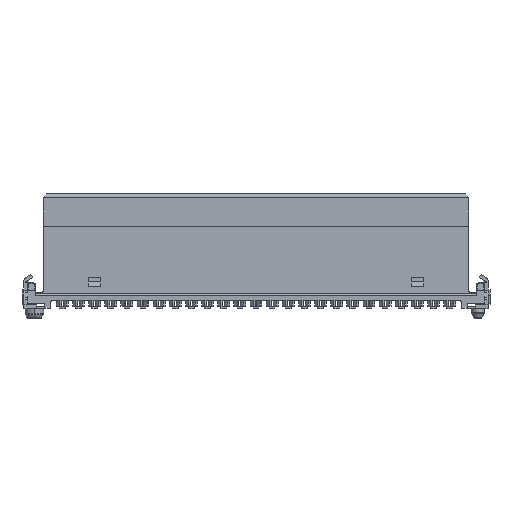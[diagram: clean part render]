
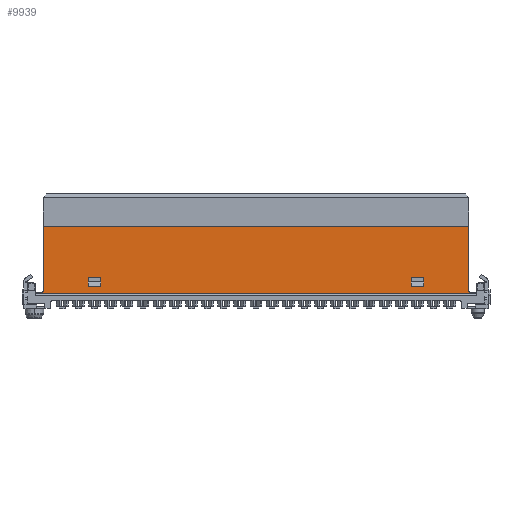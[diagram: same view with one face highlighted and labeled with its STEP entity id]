
A CAD part, front view. The second image highlights one B-rep face of the part: STEP entity #9939.
In plain terms, the highlighted planar face has unit normal (0, -1, 0).
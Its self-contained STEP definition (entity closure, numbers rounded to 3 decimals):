
#9765=CARTESIAN_POINT('',(16.75,-1.525,6.475));
#9766=VERTEX_POINT('',#9765);
#9773=CARTESIAN_POINT('',(16.75,-1.525,1.4));
#9774=VERTEX_POINT('',#9773);
#9775=CARTESIAN_POINT('',(16.75,-1.525,6.475));
#9776=DIRECTION('',(0.0,0.0,-1.0));
#9777=VECTOR('',#9776,5.075);
#9778=LINE('',#9775,#9777);
#9779=EDGE_CURVE('',#9766,#9774,#9778,.T.);
#9791=CARTESIAN_POINT('',(19.101,-1.525,0.963));
#9792=DIRECTION('',(0.0,1.0,0.0));
#9793=DIRECTION('',(-1.0,0.0,0.0));
#9794=AXIS2_PLACEMENT_3D('',#9791,#9792,#9793);
#9795=PLANE('',#9794);
#9796=CARTESIAN_POINT('',(-16.75,-1.525,6.475));
#9797=VERTEX_POINT('',#9796);
#9798=CARTESIAN_POINT('',(16.75,-1.525,6.475));
#9799=DIRECTION('',(-1.0,0.0,0.0));
#9800=VECTOR('',#9799,33.5);
#9801=LINE('',#9798,#9800);
#9802=EDGE_CURVE('',#9766,#9797,#9801,.T.);
#9803=ORIENTED_EDGE('',*,*,#9802,.T.);
#9804=CARTESIAN_POINT('',(-16.75,-1.525,1.4));
#9805=VERTEX_POINT('',#9804);
#9806=CARTESIAN_POINT('',(-16.75,-1.525,6.475));
#9807=DIRECTION('',(0.0,0.0,-1.0));
#9808=VECTOR('',#9807,5.075);
#9809=LINE('',#9806,#9808);
#9810=EDGE_CURVE('',#9797,#9805,#9809,.T.);
#9811=ORIENTED_EDGE('',*,*,#9810,.T.);
#9812=CARTESIAN_POINT('',(-16.9,-1.525,1.25));
#9813=VERTEX_POINT('',#9812);
#9814=CARTESIAN_POINT('',(-16.9,-1.525,1.4));
#9815=DIRECTION('',(0.0,1.0,0.0));
#9816=DIRECTION('',(-1.0,0.0,0.0));
#9817=AXIS2_PLACEMENT_3D('',#9814,#9815,#9816);
#9818=CIRCLE('',#9817,0.15);
#9819=EDGE_CURVE('',#9805,#9813,#9818,.T.);
#9820=ORIENTED_EDGE('',*,*,#9819,.T.);
#9821=CARTESIAN_POINT('',(-17.365,-1.525,1.25));
#9822=VERTEX_POINT('',#9821);
#9823=CARTESIAN_POINT('',(-17.365,-1.525,1.25));
#9824=DIRECTION('',(1.0,0.0,0.0));
#9825=VECTOR('',#9824,0.465);
#9826=LINE('',#9823,#9825);
#9827=EDGE_CURVE('',#9822,#9813,#9826,.T.);
#9828=ORIENTED_EDGE('',*,*,#9827,.F.);
#9829=CARTESIAN_POINT('',(-17.365,-1.525,1.2));
#9830=VERTEX_POINT('',#9829);
#9831=CARTESIAN_POINT('',(-17.365,-1.525,1.2));
#9832=DIRECTION('',(0.0,0.0,1.0));
#9833=VECTOR('',#9832,0.05);
#9834=LINE('',#9831,#9833);
#9835=EDGE_CURVE('',#9830,#9822,#9834,.T.);
#9836=ORIENTED_EDGE('',*,*,#9835,.F.);
#9837=CARTESIAN_POINT('',(17.365,-1.525,1.2));
#9838=VERTEX_POINT('',#9837);
#9839=CARTESIAN_POINT('',(-17.365,-1.525,1.2));
#9840=DIRECTION('',(1.0,0.0,0.0));
#9841=VECTOR('',#9840,34.73);
#9842=LINE('',#9839,#9841);
#9843=EDGE_CURVE('',#9830,#9838,#9842,.T.);
#9844=ORIENTED_EDGE('',*,*,#9843,.T.);
#9845=CARTESIAN_POINT('',(17.365,-1.525,1.25));
#9846=VERTEX_POINT('',#9845);
#9847=CARTESIAN_POINT('',(17.365,-1.525,1.25));
#9848=DIRECTION('',(0.0,0.0,-1.0));
#9849=VECTOR('',#9848,0.05);
#9850=LINE('',#9847,#9849);
#9851=EDGE_CURVE('',#9846,#9838,#9850,.T.);
#9852=ORIENTED_EDGE('',*,*,#9851,.F.);
#9853=CARTESIAN_POINT('',(16.9,-1.525,1.25));
#9854=VERTEX_POINT('',#9853);
#9855=CARTESIAN_POINT('',(16.9,-1.525,1.25));
#9856=DIRECTION('',(1.0,0.0,0.0));
#9857=VECTOR('',#9856,0.465);
#9858=LINE('',#9855,#9857);
#9859=EDGE_CURVE('',#9854,#9846,#9858,.T.);
#9860=ORIENTED_EDGE('',*,*,#9859,.F.);
#9861=CARTESIAN_POINT('',(16.9,-1.525,1.4));
#9862=DIRECTION('',(0.0,1.0,0.0));
#9863=DIRECTION('',(-1.0,0.0,0.0));
#9864=AXIS2_PLACEMENT_3D('',#9861,#9862,#9863);
#9865=CIRCLE('',#9864,0.15);
#9866=EDGE_CURVE('',#9854,#9774,#9865,.T.);
#9867=ORIENTED_EDGE('',*,*,#9866,.T.);
#9868=ORIENTED_EDGE('',*,*,#9779,.F.);
#9869=EDGE_LOOP('',(#9803,#9811,#9820,#9828,#9836,#9844,#9852,#9860,#9867,#9868));
#9870=FACE_OUTER_BOUND('',#9869,.T.);
#9871=CARTESIAN_POINT('',(13.2,-1.525,2.45));
#9872=VERTEX_POINT('',#9871);
#9873=CARTESIAN_POINT('',(12.2,-1.525,2.45));
#9874=VERTEX_POINT('',#9873);
#9875=CARTESIAN_POINT('',(13.2,-1.525,2.45));
#9876=DIRECTION('',(-1.0,0.0,0.0));
#9877=VECTOR('',#9876,1.0);
#9878=LINE('',#9875,#9877);
#9879=EDGE_CURVE('',#9872,#9874,#9878,.T.);
#9880=ORIENTED_EDGE('',*,*,#9879,.F.);
#9881=CARTESIAN_POINT('',(13.2,-1.525,1.76));
#9882=VERTEX_POINT('',#9881);
#9883=CARTESIAN_POINT('',(13.2,-1.525,2.45));
#9884=DIRECTION('',(0.0,0.0,-1.0));
#9885=VECTOR('',#9884,0.69);
#9886=LINE('',#9883,#9885);
#9887=EDGE_CURVE('',#9872,#9882,#9886,.T.);
#9888=ORIENTED_EDGE('',*,*,#9887,.T.);
#9889=CARTESIAN_POINT('',(12.2,-1.525,1.76));
#9890=VERTEX_POINT('',#9889);
#9891=CARTESIAN_POINT('',(13.2,-1.525,1.76));
#9892=DIRECTION('',(-1.0,0.0,0.0));
#9893=VECTOR('',#9892,1.0);
#9894=LINE('',#9891,#9893);
#9895=EDGE_CURVE('',#9882,#9890,#9894,.T.);
#9896=ORIENTED_EDGE('',*,*,#9895,.T.);
#9897=CARTESIAN_POINT('',(12.2,-1.525,2.45));
#9898=DIRECTION('',(0.0,0.0,-1.0));
#9899=VECTOR('',#9898,0.69);
#9900=LINE('',#9897,#9899);
#9901=EDGE_CURVE('',#9874,#9890,#9900,.T.);
#9902=ORIENTED_EDGE('',*,*,#9901,.F.);
#9903=EDGE_LOOP('',(#9880,#9888,#9896,#9902));
#9904=FACE_BOUND('',#9903,.T.);
#9905=CARTESIAN_POINT('',(-13.2,-1.525,1.76));
#9906=VERTEX_POINT('',#9905);
#9907=CARTESIAN_POINT('',(-12.2,-1.525,1.76));
#9908=VERTEX_POINT('',#9907);
#9909=CARTESIAN_POINT('',(-13.2,-1.525,1.76));
#9910=DIRECTION('',(1.0,0.0,0.0));
#9911=VECTOR('',#9910,1.0);
#9912=LINE('',#9909,#9911);
#9913=EDGE_CURVE('',#9906,#9908,#9912,.T.);
#9914=ORIENTED_EDGE('',*,*,#9913,.F.);
#9915=CARTESIAN_POINT('',(-13.2,-1.525,2.45));
#9916=VERTEX_POINT('',#9915);
#9917=CARTESIAN_POINT('',(-13.2,-1.525,2.45));
#9918=DIRECTION('',(0.0,0.0,-1.0));
#9919=VECTOR('',#9918,0.69);
#9920=LINE('',#9917,#9919);
#9921=EDGE_CURVE('',#9916,#9906,#9920,.T.);
#9922=ORIENTED_EDGE('',*,*,#9921,.F.);
#9923=CARTESIAN_POINT('',(-12.2,-1.525,2.45));
#9924=VERTEX_POINT('',#9923);
#9925=CARTESIAN_POINT('',(-13.2,-1.525,2.45));
#9926=DIRECTION('',(1.0,0.0,0.0));
#9927=VECTOR('',#9926,1.0);
#9928=LINE('',#9925,#9927);
#9929=EDGE_CURVE('',#9916,#9924,#9928,.T.);
#9930=ORIENTED_EDGE('',*,*,#9929,.T.);
#9931=CARTESIAN_POINT('',(-12.2,-1.525,2.45));
#9932=DIRECTION('',(0.0,0.0,-1.0));
#9933=VECTOR('',#9932,0.69);
#9934=LINE('',#9931,#9933);
#9935=EDGE_CURVE('',#9924,#9908,#9934,.T.);
#9936=ORIENTED_EDGE('',*,*,#9935,.T.);
#9937=EDGE_LOOP('',(#9914,#9922,#9930,#9936));
#9938=FACE_BOUND('',#9937,.T.);
#9939=ADVANCED_FACE('',(#9870,#9904,#9938),#9795,.F.);
